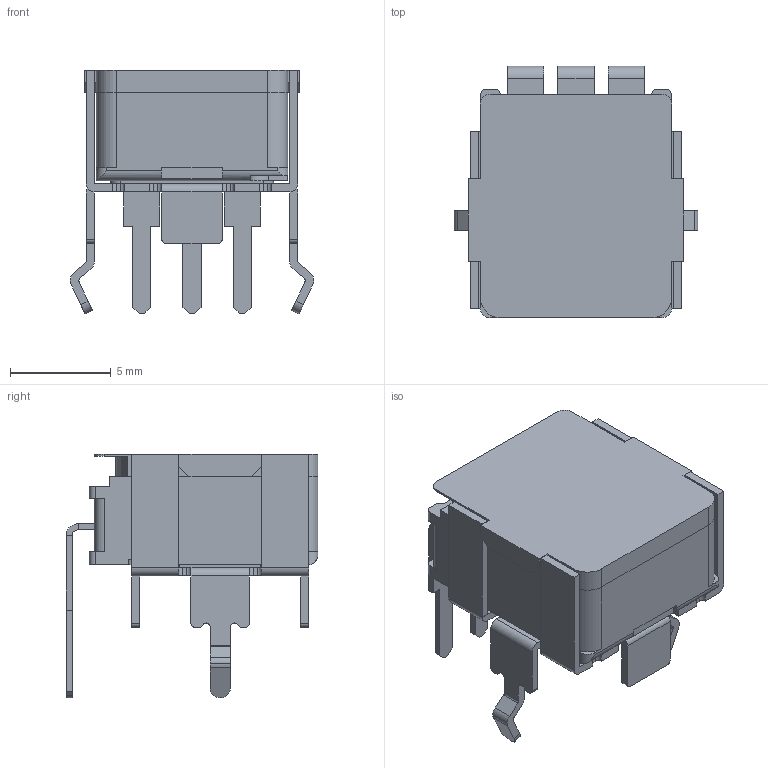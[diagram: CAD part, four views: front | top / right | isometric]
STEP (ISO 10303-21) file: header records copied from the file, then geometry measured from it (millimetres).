
FILE_DESCRIPTION(('FreeCAD Model'),'2;1');
FILE_NAME( 'Body.step' ,'2020-01-03T15:42:21',('Author'),(''), 'Open CASCADE STEP processor 7.3','FreeCAD','Unknown');
FILE_SCHEMA(('AUTOMOTIVE_DESIGN { 1 0 10303 214 1 1 1 1 }'));
Length unit declared in the file: millimetre
Products named in the file (1): Cut
Bounding box: 12.1 x 12.5 x 12.1 mm (x, y, z)
Volume: 650.5 mm3; surface area: 895 mm2
Topology: 1 solids, 1 shells, 290 faces, 795 edges, 511 vertices
Faces by surface type: plane 196, cylinder 94
Entity records: 21843 total; most frequent: CARTESIAN_POINT 3975, DIRECTION 2992, LINE 1941, VECTOR 1941, ORIENTED_EDGE 1590, PCURVE 1590, DEFINITIONAL_REPRESENTATION 1590, EDGE_CURVE 795
